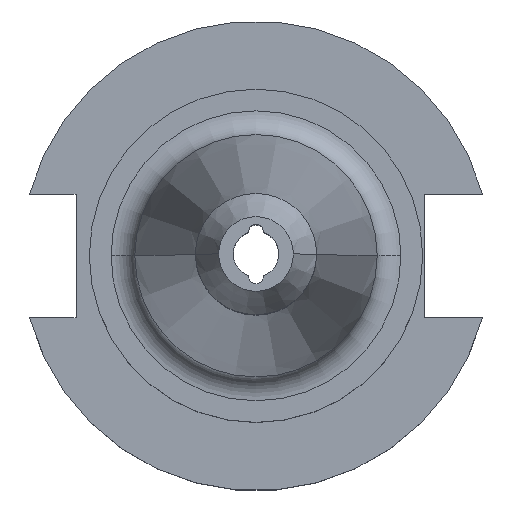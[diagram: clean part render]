
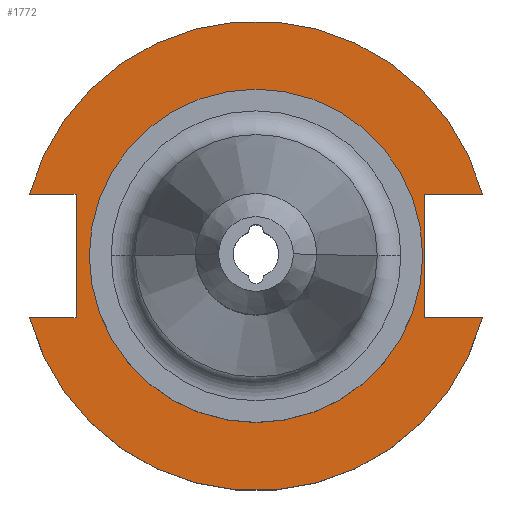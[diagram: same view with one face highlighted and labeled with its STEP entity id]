
A CAD part, top view. The second image highlights one B-rep face of the part: STEP entity #1772.
In plain terms, the highlighted planar face has unit normal (0, 0, 1).
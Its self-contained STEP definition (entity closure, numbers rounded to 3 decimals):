
#10 = DIRECTION ( 'NONE',  ( 1., 0., 0. ) ) ;
#20 = FACE_BOUND ( 'NONE', #26, .T. ) ;
#26 = EDGE_LOOP ( 'NONE', ( #299, #116 ) ) ;
#29 = EDGE_CURVE ( 'NONE', #628, #947, #539, .T. ) ;
#34 = DIRECTION ( 'NONE',  ( 0., 0., 1. ) ) ;
#59 = EDGE_LOOP ( 'NONE', ( #882, #476, #1415, #863, #1018, #2031, #1327, #974 ) ) ;
#116 = ORIENTED_EDGE ( 'NONE', *, *, #29, .F. ) ;
#124 = DIRECTION ( 'NONE',  ( 0., 0., 1. ) ) ;
#131 = VERTEX_POINT ( 'NONE', #1370 ) ;
#136 = EDGE_CURVE ( 'NONE', #1918, #829, #1449, .T. ) ;
#239 = CARTESIAN_POINT ( 'NONE',  ( -63.719, 12.954, 19.05 ) ) ;
#254 = VECTOR ( 'NONE', #706, 1000. ) ;
#299 = ORIENTED_EDGE ( 'NONE', *, *, #1521, .F. ) ;
#338 = CIRCLE ( 'NONE', #414, 49.212 ) ;
#378 = CARTESIAN_POINT ( 'NONE',  ( -37.719, -12.954, 19.05 ) ) ;
#414 = AXIS2_PLACEMENT_3D ( 'NONE', #978, #34, #1136 ) ;
#421 = FACE_OUTER_BOUND ( 'NONE', #59, .T. ) ;
#441 = EDGE_CURVE ( 'NONE', #1918, #1682, #1427, .T. ) ;
#476 = ORIENTED_EDGE ( 'NONE', *, *, #982, .F. ) ;
#539 = CIRCLE ( 'NONE', #1331, 34.925 ) ;
#579 = DIRECTION ( 'NONE',  ( 1., 0., 0. ) ) ;
#595 = DIRECTION ( 'NONE',  ( 0., 0., 1. ) ) ;
#610 = LINE ( 'NONE', #1077, #992 ) ;
#628 = VERTEX_POINT ( 'NONE', #1597 ) ;
#665 = EDGE_CURVE ( 'NONE', #131, #917, #338, .T. ) ;
#672 = DIRECTION ( 'NONE',  ( -1., 0., 0. ) ) ;
#706 = DIRECTION ( 'NONE',  ( 0., -1., 0. ) ) ;
#782 = CARTESIAN_POINT ( 'NONE',  ( -37.719, 12.954, 19.05 ) ) ;
#829 = VERTEX_POINT ( 'NONE', #378 ) ;
#833 = DIRECTION ( 'NONE',  ( 1., 0., 0. ) ) ;
#863 = ORIENTED_EDGE ( 'NONE', *, *, #1776, .F. ) ;
#867 = CIRCLE ( 'NONE', #1210, 34.925 ) ;
#872 = CARTESIAN_POINT ( 'NONE',  ( 35.306, 12.954, 19.05 ) ) ;
#882 = ORIENTED_EDGE ( 'NONE', *, *, #441, .T. ) ;
#885 = DIRECTION ( 'NONE',  ( 1., 0., 0. ) ) ;
#906 = DIRECTION ( 'NONE',  ( 1., 0., 0. ) ) ;
#917 = VERTEX_POINT ( 'NONE', #1294 ) ;
#935 = CARTESIAN_POINT ( 'NONE',  ( -63.719, -12.954, 19.05 ) ) ;
#943 = AXIS2_PLACEMENT_3D ( 'NONE', #1066, #124, #906 ) ;
#947 = VERTEX_POINT ( 'NONE', #962 ) ;
#962 = CARTESIAN_POINT ( 'NONE',  ( 34.925, 0., 19.05 ) ) ;
#974 = ORIENTED_EDGE ( 'NONE', *, *, #136, .F. ) ;
#978 = CARTESIAN_POINT ( 'NONE',  ( 0., 0., 19.05 ) ) ;
#982 = EDGE_CURVE ( 'NONE', #1701, #1682, #1054, .T. ) ;
#988 = CARTESIAN_POINT ( 'NONE',  ( 35.306, -12.954, 19.05 ) ) ;
#992 = VECTOR ( 'NONE', #1245, 1000. ) ;
#1015 = VECTOR ( 'NONE', #885, 1000. ) ;
#1018 = ORIENTED_EDGE ( 'NONE', *, *, #665, .T. ) ;
#1054 = LINE ( 'NONE', #1778, #1491 ) ;
#1066 = CARTESIAN_POINT ( 'NONE',  ( 0., 0., 19.05 ) ) ;
#1077 = CARTESIAN_POINT ( 'NONE',  ( -37.719, 12.954, 19.05 ) ) ;
#1136 = DIRECTION ( 'NONE',  ( 1., 0., 0. ) ) ;
#1210 = AXIS2_PLACEMENT_3D ( 'NONE', #1558, #595, #1713 ) ;
#1237 = EDGE_CURVE ( 'NONE', #829, #1620, #610, .T. ) ;
#1245 = DIRECTION ( 'NONE',  ( 0., 1., 0. ) ) ;
#1251 = AXIS2_PLACEMENT_3D ( 'NONE', #1633, #1796, #833 ) ;
#1294 = CARTESIAN_POINT ( 'NONE',  ( -47.477, 12.954, 19.05 ) ) ;
#1327 = ORIENTED_EDGE ( 'NONE', *, *, #1237, .F. ) ;
#1331 = AXIS2_PLACEMENT_3D ( 'NONE', #1691, #1853, #579 ) ;
#1370 = CARTESIAN_POINT ( 'NONE',  ( 47.477, 12.954, 19.05 ) ) ;
#1403 = CARTESIAN_POINT ( 'NONE',  ( 35.306, 12.954, 19.05 ) ) ;
#1415 = ORIENTED_EDGE ( 'NONE', *, *, #1417, .F. ) ;
#1417 = EDGE_CURVE ( 'NONE', #1523, #1701, #1591, .T. ) ;
#1426 = EDGE_CURVE ( 'NONE', #1620, #917, #1872, .T. ) ;
#1427 = CIRCLE ( 'NONE', #943, 49.212 ) ;
#1449 = LINE ( 'NONE', #935, #1015 ) ;
#1460 = VECTOR ( 'NONE', #1513, 1000. ) ;
#1491 = VECTOR ( 'NONE', #10, 1000. ) ;
#1513 = DIRECTION ( 'NONE',  ( -1., 0., 0. ) ) ;
#1521 = EDGE_CURVE ( 'NONE', #947, #628, #867, .T. ) ;
#1523 = VERTEX_POINT ( 'NONE', #1403 ) ;
#1558 = CARTESIAN_POINT ( 'NONE',  ( 0., 0., 19.05 ) ) ;
#1591 = LINE ( 'NONE', #872, #254 ) ;
#1597 = CARTESIAN_POINT ( 'NONE',  ( -34.925, 0., 19.05 ) ) ;
#1602 = VECTOR ( 'NONE', #672, 1000. ) ;
#1620 = VERTEX_POINT ( 'NONE', #782 ) ;
#1633 = CARTESIAN_POINT ( 'NONE',  ( 0., 49.212, 19.05 ) ) ;
#1656 = CARTESIAN_POINT ( 'NONE',  ( -47.477, -12.954, 19.05 ) ) ;
#1682 = VERTEX_POINT ( 'NONE', #1756 ) ;
#1691 = CARTESIAN_POINT ( 'NONE',  ( 0., 0., 19.05 ) ) ;
#1694 = LINE ( 'NONE', #1938, #1602 ) ;
#1701 = VERTEX_POINT ( 'NONE', #988 ) ;
#1713 = DIRECTION ( 'NONE',  ( 1., 0., 0. ) ) ;
#1756 = CARTESIAN_POINT ( 'NONE',  ( 47.477, -12.954, 19.05 ) ) ;
#1772 = ADVANCED_FACE ( 'NONE', ( #20, #421 ), #1787, .T. ) ;
#1776 = EDGE_CURVE ( 'NONE', #131, #1523, #1694, .T. ) ;
#1778 = CARTESIAN_POINT ( 'NONE',  ( 35.306, -12.954, 19.05 ) ) ;
#1787 = PLANE ( 'NONE',  #1251 ) ;
#1796 = DIRECTION ( 'NONE',  ( 0., 0., 1. ) ) ;
#1853 = DIRECTION ( 'NONE',  ( 0., 0., 1. ) ) ;
#1872 = LINE ( 'NONE', #239, #1460 ) ;
#1918 = VERTEX_POINT ( 'NONE', #1656 ) ;
#1938 = CARTESIAN_POINT ( 'NONE',  ( 35.306, 12.954, 19.05 ) ) ;
#2031 = ORIENTED_EDGE ( 'NONE', *, *, #1426, .F. ) ;
